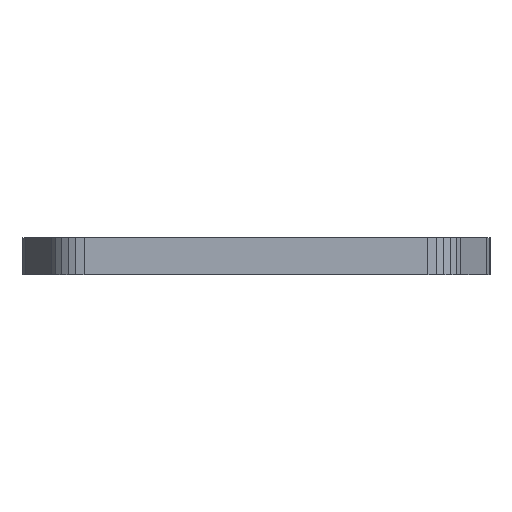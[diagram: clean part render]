
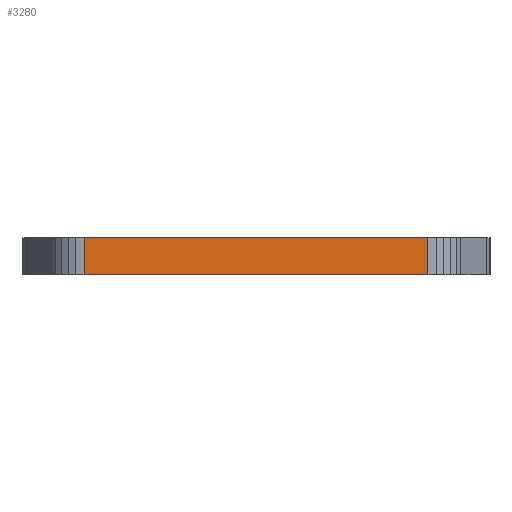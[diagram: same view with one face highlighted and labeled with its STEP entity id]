
A CAD part, left-side view. The second image highlights one B-rep face of the part: STEP entity #3280.
In plain terms, the highlighted planar face has unit normal (-1, 0, 0).
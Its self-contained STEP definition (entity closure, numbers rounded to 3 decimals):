
#237 = EDGE_CURVE('',#238,#240,#242,.T.);
#238 = VERTEX_POINT('',#239);
#239 = CARTESIAN_POINT('',(-10.23,-4.89,-1.016)
  );
#240 = VERTEX_POINT('',#241);
#241 = CARTESIAN_POINT('',(-10.23,-4.89,0.));
#242 = LINE('',#243,#244);
#243 = CARTESIAN_POINT('',(-10.23,-4.89,-1.016)
  );
#244 = VECTOR('',#245,1.);
#245 = DIRECTION('',(0.,0.,1.));
#3255 = VERTEX_POINT('',#3256);
#3256 = CARTESIAN_POINT('',(-10.23,4.54,0.));
#3262 = EDGE_CURVE('',#3263,#3255,#3265,.T.);
#3263 = VERTEX_POINT('',#3264);
#3264 = CARTESIAN_POINT('',(-10.23,4.54,-1.016)
  );
#3265 = LINE('',#3266,#3267);
#3266 = CARTESIAN_POINT('',(-10.23,4.54,-1.016)
  );
#3267 = VECTOR('',#3268,1.);
#3268 = DIRECTION('',(0.,0.,1.));
#3280 = ADVANCED_FACE('',(#3281),#3297,.F.);
#3281 = FACE_BOUND('',#3282,.F.);
#3282 = EDGE_LOOP('',(#3283,#3284,#3290,#3291));
#3283 = ORIENTED_EDGE('',*,*,#3262,.T.);
#3284 = ORIENTED_EDGE('',*,*,#3285,.T.);
#3285 = EDGE_CURVE('',#3255,#240,#3286,.T.);
#3286 = LINE('',#3287,#3288);
#3287 = CARTESIAN_POINT('',(-10.23,4.54,0.));
#3288 = VECTOR('',#3289,1.);
#3289 = DIRECTION('',(0.,-1.,0.));
#3290 = ORIENTED_EDGE('',*,*,#237,.F.);
#3291 = ORIENTED_EDGE('',*,*,#3292,.F.);
#3292 = EDGE_CURVE('',#3263,#238,#3293,.T.);
#3293 = LINE('',#3294,#3295);
#3294 = CARTESIAN_POINT('',(-10.23,4.54,-1.016)
  );
#3295 = VECTOR('',#3296,1.);
#3296 = DIRECTION('',(0.,-1.,0.));
#3297 = PLANE('',#3298);
#3298 = AXIS2_PLACEMENT_3D('',#3299,#3300,#3301);
#3299 = CARTESIAN_POINT('',(-10.23,4.54,-1.016)
  );
#3300 = DIRECTION('',(1.,0.,0.));
#3301 = DIRECTION('',(0.,-1.,0.));
